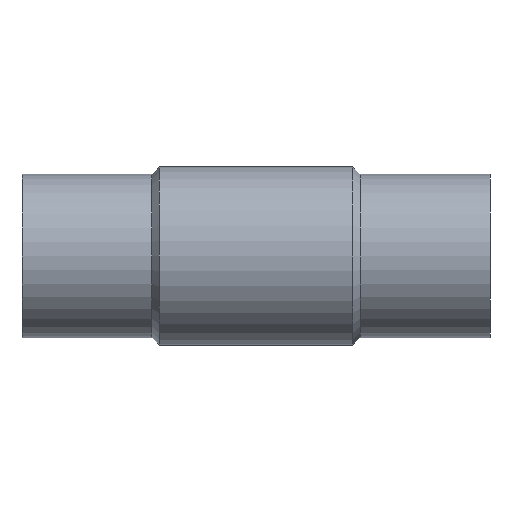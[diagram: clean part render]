
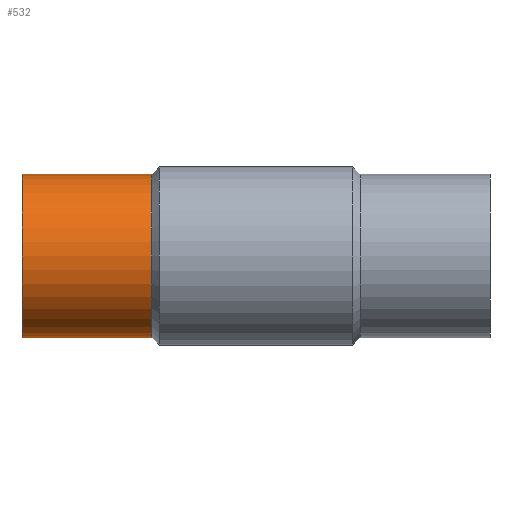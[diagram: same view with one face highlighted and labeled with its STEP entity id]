
A CAD part, front view. The second image highlights one B-rep face of the part: STEP entity #532.
In plain terms, the highlighted cylindrical face has radius 55 mm (diameter 110 mm), a full revolution.
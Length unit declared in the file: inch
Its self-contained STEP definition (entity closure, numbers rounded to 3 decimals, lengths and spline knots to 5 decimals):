
#4 = DIRECTION ( 'NONE',  ( 1., 0., 0. ) ) ;
#95 = DIRECTION ( 'NONE',  ( 0., 0., -1. ) ) ;
#97 = CYLINDRICAL_SURFACE ( 'NONE', #559, 2.16535 ) ;
#105 = ORIENTED_EDGE ( 'NONE', *, *, #432, .T. ) ;
#113 = VERTEX_POINT ( 'NONE', #499 ) ;
#115 = ORIENTED_EDGE ( 'NONE', *, *, #271, .T. ) ;
#145 = DIRECTION ( 'NONE',  ( 0., 0., -1. ) ) ;
#163 = AXIS2_PLACEMENT_3D ( 'NONE', #380, #4, #567 ) ;
#197 = CARTESIAN_POINT ( 'NONE',  ( -8.75984, 0., 0. ) ) ;
#211 = FACE_OUTER_BOUND ( 'NONE', #390, .T. ) ;
#239 = DIRECTION ( 'NONE',  ( -1., 0., 0. ) ) ;
#271 = EDGE_CURVE ( 'NONE', #113, #113, #361, .T. ) ;
#326 = DIRECTION ( 'NONE',  ( 1., 0., 0. ) ) ;
#361 = CIRCLE ( 'NONE', #477, 2.16535 ) ;
#380 = CARTESIAN_POINT ( 'NONE',  ( -12.20287, 0., 0. ) ) ;
#390 = EDGE_LOOP ( 'NONE', ( #115 ) ) ;
#399 = CARTESIAN_POINT ( 'NONE',  ( -12.20287, 0., -2.16535 ) ) ;
#432 = EDGE_CURVE ( 'NONE', #489, #489, #557, .T. ) ;
#477 = AXIS2_PLACEMENT_3D ( 'NONE', #197, #239, #145 ) ;
#489 = VERTEX_POINT ( 'NONE', #399 ) ;
#499 = CARTESIAN_POINT ( 'NONE',  ( -8.75984, 0., -2.16535 ) ) ;
#509 = CARTESIAN_POINT ( 'NONE',  ( -10.38386, 0., 0. ) ) ;
#516 = EDGE_LOOP ( 'NONE', ( #105 ) ) ;
#532 = ADVANCED_FACE ( 'NONE', ( #211, #537 ), #97, .T. ) ;
#537 = FACE_OUTER_BOUND ( 'NONE', #516, .T. ) ;
#557 = CIRCLE ( 'NONE', #163, 2.16535 ) ;
#559 = AXIS2_PLACEMENT_3D ( 'NONE', #509, #326, #95 ) ;
#567 = DIRECTION ( 'NONE',  ( 0., 0., -1. ) ) ;
